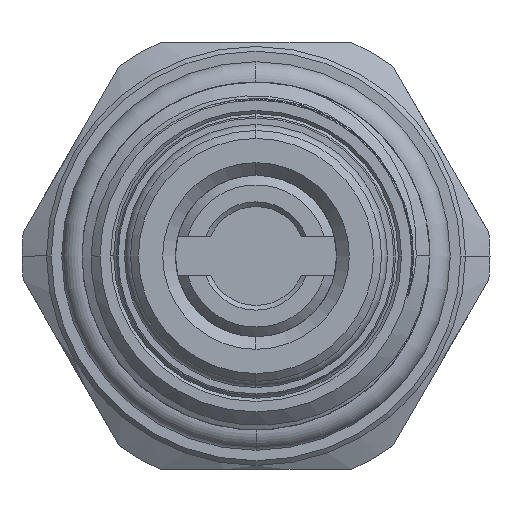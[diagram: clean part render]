
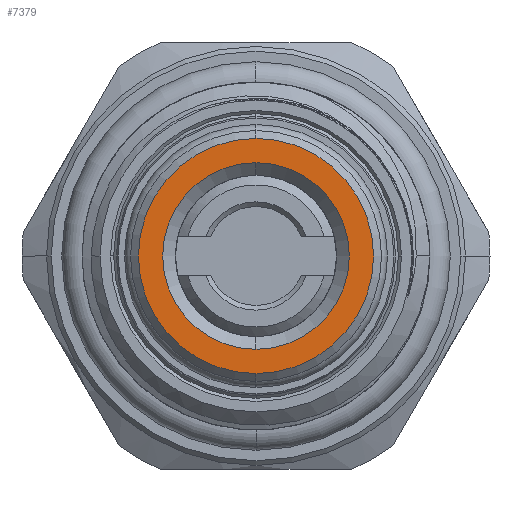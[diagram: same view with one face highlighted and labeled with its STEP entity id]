
A CAD part, left-side view. The second image highlights one B-rep face of the part: STEP entity #7379.
In plain terms, the highlighted planar face has unit normal (-1, 0, 0).
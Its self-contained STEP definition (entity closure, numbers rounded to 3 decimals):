
#401 = EDGE_CURVE ( 'NONE', #29488, #30421, #33499, .T. ) ;
#2089 = CARTESIAN_POINT ( 'NONE',  ( -36.19, 0., 0. ) ) ;
#2217 = PLANE ( 'NONE',  #36641 ) ;
#4053 = ORIENTED_EDGE ( 'NONE', *, *, #34445, .F. ) ;
#4979 = DIRECTION ( 'NONE',  ( 1., 0., 0. ) ) ;
#7313 = EDGE_CURVE ( 'NONE', #23718, #25803, #23231, .T. ) ;
#7379 = ADVANCED_FACE ( 'NONE', ( #21343, #20400 ), #2217, .F. ) ;
#7841 = AXIS2_PLACEMENT_3D ( 'NONE', #12516, #18657, #21821 ) ;
#8755 = CIRCLE ( 'NONE', #24113, 5.9 ) ;
#11177 = DIRECTION ( 'NONE',  ( 0., 0., -1. ) ) ;
#11198 = CARTESIAN_POINT ( 'NONE',  ( -36.19, 0., -7.435 ) ) ;
#12516 = CARTESIAN_POINT ( 'NONE',  ( -36.19, 0., 0. ) ) ;
#13155 = DIRECTION ( 'NONE',  ( 1., 0., 0. ) ) ;
#13204 = DIRECTION ( 'NONE',  ( 1., 0., 0. ) ) ;
#14280 = CARTESIAN_POINT ( 'NONE',  ( -36.19, 0., 5.9 ) ) ;
#15233 = AXIS2_PLACEMENT_3D ( 'NONE', #22721, #13155, #28244 ) ;
#15566 = ORIENTED_EDGE ( 'NONE', *, *, #7313, .F. ) ;
#17151 = ORIENTED_EDGE ( 'NONE', *, *, #29013, .T. ) ;
#17735 = EDGE_LOOP ( 'NONE', ( #4053, #15566 ) ) ;
#18657 = DIRECTION ( 'NONE',  ( 1., 0., 0. ) ) ;
#19252 = CARTESIAN_POINT ( 'NONE',  ( -36.19, 0., -5.9 ) ) ;
#19691 = CIRCLE ( 'NONE', #7841, 7.435 ) ;
#20400 = FACE_BOUND ( 'NONE', #30247, .T. ) ;
#21343 = FACE_OUTER_BOUND ( 'NONE', #17735, .T. ) ;
#21821 = DIRECTION ( 'NONE',  ( 0., 0., -1. ) ) ;
#22721 = CARTESIAN_POINT ( 'NONE',  ( -36.19, 0., 0. ) ) ;
#22979 = DIRECTION ( 'NONE',  ( 1., 0., 0. ) ) ;
#23231 = CIRCLE ( 'NONE', #15233, 7.435 ) ;
#23718 = VERTEX_POINT ( 'NONE', #29547 ) ;
#24113 = AXIS2_PLACEMENT_3D ( 'NONE', #2089, #4979, #11177 ) ;
#25136 = CARTESIAN_POINT ( 'NONE',  ( -36.19, 0., 0. ) ) ;
#25803 = VERTEX_POINT ( 'NONE', #11198 ) ;
#26851 = ORIENTED_EDGE ( 'NONE', *, *, #401, .T. ) ;
#28244 = DIRECTION ( 'NONE',  ( 0., 0., -1. ) ) ;
#29013 = EDGE_CURVE ( 'NONE', #30421, #29488, #8755, .T. ) ;
#29488 = VERTEX_POINT ( 'NONE', #19252 ) ;
#29547 = CARTESIAN_POINT ( 'NONE',  ( -36.19, 0., 7.435 ) ) ;
#30247 = EDGE_LOOP ( 'NONE', ( #17151, #26851 ) ) ;
#30421 = VERTEX_POINT ( 'NONE', #14280 ) ;
#32061 = CARTESIAN_POINT ( 'NONE',  ( -36.19, 7.435, 0. ) ) ;
#33499 = CIRCLE ( 'NONE', #34993, 5.9 ) ;
#34445 = EDGE_CURVE ( 'NONE', #25803, #23718, #19691, .T. ) ;
#34993 = AXIS2_PLACEMENT_3D ( 'NONE', #25136, #13204, #36721 ) ;
#36641 = AXIS2_PLACEMENT_3D ( 'NONE', #32061, #22979, #38237 ) ;
#36721 = DIRECTION ( 'NONE',  ( 0., 0., -1. ) ) ;
#38237 = DIRECTION ( 'NONE',  ( 0., 1., 0. ) ) ;
